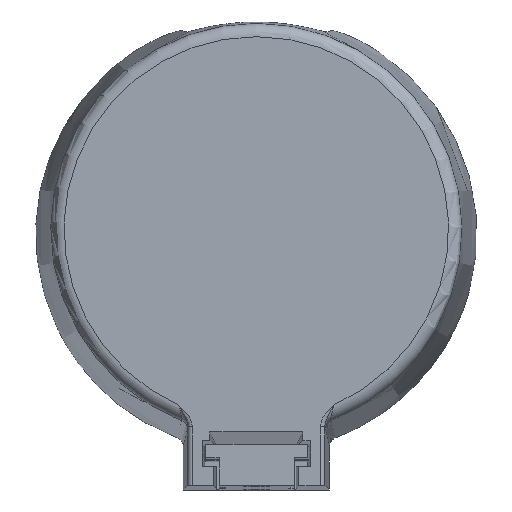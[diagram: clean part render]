
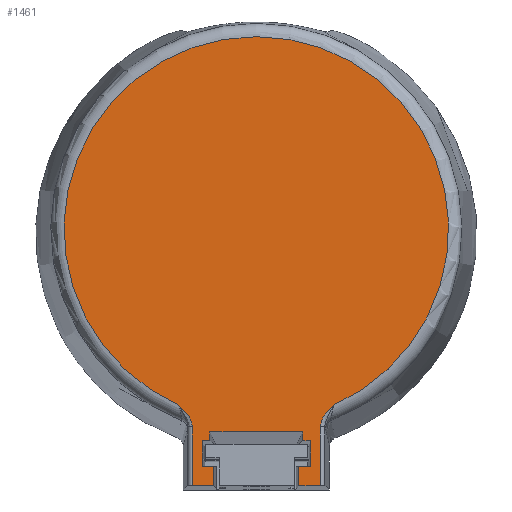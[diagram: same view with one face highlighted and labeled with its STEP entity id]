
A CAD part, front view. The second image highlights one B-rep face of the part: STEP entity #1461.
In plain terms, the highlighted planar face has unit normal (0, -1, 0).
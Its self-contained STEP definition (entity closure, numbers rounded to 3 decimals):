
#85=LINE($,#3739,#203);
#87=LINE($,#3752,#205);
#91=LINE($,#3761,#209);
#95=LINE($,#4959,#213);
#98=LINE($,#4975,#216);
#99=LINE($,#4977,#217);
#100=LINE($,#4979,#218);
#101=LINE($,#4981,#219);
#102=LINE($,#4983,#220);
#103=LINE($,#4985,#221);
#104=LINE($,#4987,#222);
#105=LINE($,#4989,#223);
#106=LINE($,#4991,#224);
#107=LINE($,#4993,#225);
#108=LINE($,#4994,#226);
#203=VECTOR($,#1695,4.909);
#205=VECTOR($,#1697,4.909);
#209=VECTOR($,#1705,13.25);
#213=VECTOR($,#1741,4.3);
#216=VECTOR($,#1746,13.25);
#217=VECTOR($,#1747,2.65);
#218=VECTOR($,#1748,5.856);
#219=VECTOR($,#1749,1.75);
#220=VECTOR($,#1750,1.965);
#221=VECTOR($,#1751,21.);
#222=VECTOR($,#1752,1.965);
#223=VECTOR($,#1753,1.75);
#224=VECTOR($,#1754,5.856);
#225=VECTOR($,#1755,2.65);
#226=VECTOR($,#1756,4.3);
#322=PLANE($,#1553);
#371=FACE_OUTER_BOUND($,#453,.T.);
#453=EDGE_LOOP($,(#1101,#1102,#1103,#1104,#1105,#1106,#1107,#1108,#1109,
#1110,#1111,#1112,#1113,#1114,#1115,#1116,#1117,#1118));
#530=CIRCLE($,#1538,43.482);
#611=B_SPLINE_CURVE_WITH_KNOTS($,3,(#4342,#4343,#4344,#4345,#4346,#4347,
#4348,#4349,#4350,#4351,#4352,#4353),.UNSPECIFIED.,.F.,.F.,(4,2,2,2,2,4),
(0.,0.001,0.003,0.004,0.005,
0.006),.UNSPECIFIED.);
#620=B_SPLINE_CURVE_WITH_KNOTS($,3,(#4965,#4966,#4967,#4968,#4969,#4970,
#4971,#4972,#4973,#4974),.UNSPECIFIED.,.F.,.F.,(4,2,2,2,4),(0.,
0.001,0.003,0.004,0.006),
 .UNSPECIFIED.);
#629=VERTEX_POINT($,#3408);
#645=VERTEX_POINT($,#3737);
#646=VERTEX_POINT($,#3738);
#648=VERTEX_POINT($,#3746);
#649=VERTEX_POINT($,#3751);
#652=VERTEX_POINT($,#3759);
#653=VERTEX_POINT($,#3763);
#664=VERTEX_POINT($,#4958);
#666=VERTEX_POINT($,#4964);
#667=VERTEX_POINT($,#4976);
#668=VERTEX_POINT($,#4978);
#669=VERTEX_POINT($,#4980);
#670=VERTEX_POINT($,#4982);
#671=VERTEX_POINT($,#4984);
#672=VERTEX_POINT($,#4986);
#673=VERTEX_POINT($,#4988);
#674=VERTEX_POINT($,#4990);
#675=VERTEX_POINT($,#4992);
#798=EDGE_CURVE($,#645,#646,#85,.T.);
#802=EDGE_CURVE($,#648,#649,#87,.T.);
#807=EDGE_CURVE($,#648,#652,#91,.T.);
#809=EDGE_CURVE($,#629,#653,#530,.T.);
#810=EDGE_CURVE($,#652,#629,#611,.T.);
#830=EDGE_CURVE($,#645,#664,#95,.T.);
#833=EDGE_CURVE($,#653,#666,#620,.T.);
#834=EDGE_CURVE($,#666,#646,#98,.T.);
#835=EDGE_CURVE($,#664,#667,#99,.T.);
#836=EDGE_CURVE($,#667,#668,#100,.T.);
#837=EDGE_CURVE($,#668,#669,#101,.T.);
#838=EDGE_CURVE($,#669,#670,#102,.T.);
#839=EDGE_CURVE($,#670,#671,#103,.T.);
#840=EDGE_CURVE($,#672,#671,#104,.T.);
#841=EDGE_CURVE($,#673,#672,#105,.T.);
#842=EDGE_CURVE($,#673,#674,#106,.T.);
#843=EDGE_CURVE($,#674,#675,#107,.T.);
#844=EDGE_CURVE($,#675,#649,#108,.T.);
#1101=ORIENTED_EDGE($,*,*,#809,.T.);
#1102=ORIENTED_EDGE($,*,*,#833,.T.);
#1103=ORIENTED_EDGE($,*,*,#834,.T.);
#1104=ORIENTED_EDGE($,*,*,#798,.F.);
#1105=ORIENTED_EDGE($,*,*,#830,.T.);
#1106=ORIENTED_EDGE($,*,*,#835,.T.);
#1107=ORIENTED_EDGE($,*,*,#836,.T.);
#1108=ORIENTED_EDGE($,*,*,#837,.T.);
#1109=ORIENTED_EDGE($,*,*,#838,.T.);
#1110=ORIENTED_EDGE($,*,*,#839,.T.);
#1111=ORIENTED_EDGE($,*,*,#840,.F.);
#1112=ORIENTED_EDGE($,*,*,#841,.F.);
#1113=ORIENTED_EDGE($,*,*,#842,.T.);
#1114=ORIENTED_EDGE($,*,*,#843,.T.);
#1115=ORIENTED_EDGE($,*,*,#844,.T.);
#1116=ORIENTED_EDGE($,*,*,#802,.F.);
#1117=ORIENTED_EDGE($,*,*,#807,.T.);
#1118=ORIENTED_EDGE($,*,*,#810,.T.);
#1461=ADVANCED_FACE($,(#371),#322,.T.);
#1538=AXIS2_PLACEMENT_3D($,#3782,#1708,#1709);
#1553=AXIS2_PLACEMENT_3D($,#4963,#1744,#1745);
#1695=DIRECTION($,(-1.,0.,0.));
#1697=DIRECTION($,(-1.,0.,0.));
#1705=DIRECTION($,(0.,0.,1.));
#1708=DIRECTION('center_axis',(0.,-1.,0.));
#1709=DIRECTION('ref_axis',(0.,0.,-1.));
#1741=DIRECTION($,(0.,0.,1.));
#1744=DIRECTION('center_axis',(0.,-1.,0.));
#1745=DIRECTION('ref_axis',(0.,0.,-1.));
#1746=DIRECTION($,(0.,0.,-1.));
#1747=DIRECTION($,(-1.,0.,0.));
#1748=DIRECTION($,(0.,0.,1.));
#1749=DIRECTION($,(1.,0.,0.));
#1750=DIRECTION($,(0.,0.,1.));
#1751=DIRECTION($,(1.,0.,0.));
#1752=DIRECTION($,(0.,0.,1.));
#1753=DIRECTION($,(-1.,0.,0.));
#1754=DIRECTION($,(0.,0.,-1.));
#1755=DIRECTION($,(-1.,0.,0.));
#1756=DIRECTION($,(0.,0.,-1.));
#3408=CARTESIAN_POINT('',(17.483,0.,-39.813));
#3737=CARTESIAN_POINT('',(-9.6,0.,-58.));
#3738=CARTESIAN_POINT('',(-14.509,0.,-58.));
#3739=CARTESIAN_POINT($,(-9.6,0.,-58.));
#3746=CARTESIAN_POINT('',(14.509,0.,-58.));
#3751=CARTESIAN_POINT('',(9.6,0.,-58.));
#3752=CARTESIAN_POINT($,(14.509,0.,-58.));
#3759=CARTESIAN_POINT('',(14.509,0.,-44.75));
#3761=CARTESIAN_POINT($,(14.509,0.,-58.));
#3763=CARTESIAN_POINT('',(-17.483,0.,-39.813));
#3782=CARTESIAN_POINT('Origin',(0.,0.,0.));
#4342=CARTESIAN_POINT('Ctrl Pts',(14.509,0.,-44.75));
#4343=CARTESIAN_POINT('Ctrl Pts',(14.509,0.,-44.25));
#4344=CARTESIAN_POINT('Ctrl Pts',(14.608,0.,-43.769));
#4345=CARTESIAN_POINT('Ctrl Pts',(14.96,0.,-42.838));
#4346=CARTESIAN_POINT('Ctrl Pts',(15.205,0.,-42.41));
#4347=CARTESIAN_POINT('Ctrl Pts',(15.776,0.,-41.606));
#4348=CARTESIAN_POINT('Ctrl Pts',(16.102,0.,-41.23));
#4349=CARTESIAN_POINT('Ctrl Pts',(16.61,0.,-40.689));
#4350=CARTESIAN_POINT('Ctrl Pts',(16.783,0.,-40.512));
#4351=CARTESIAN_POINT('Ctrl Pts',(17.131,0.,-40.161));
#4352=CARTESIAN_POINT('Ctrl Pts',(17.309,0.,-39.986));
#4353=CARTESIAN_POINT('Ctrl Pts',(17.483,0.,-39.813));
#4958=CARTESIAN_POINT('',(-9.6,0.,-53.7));
#4959=CARTESIAN_POINT($,(-9.6,0.,-58.));
#4963=CARTESIAN_POINT('Origin',(0.,0.,0.));
#4964=CARTESIAN_POINT('',(-14.509,0.,-44.75));
#4965=CARTESIAN_POINT('Ctrl Pts',(-17.483,0.,-39.813));
#4966=CARTESIAN_POINT('Ctrl Pts',(-17.132,0.,-40.162));
#4967=CARTESIAN_POINT('Ctrl Pts',(-16.779,0.,-40.509));
#4968=CARTESIAN_POINT('Ctrl Pts',(-16.102,0.,-41.23));
#4969=CARTESIAN_POINT('Ctrl Pts',(-15.776,0.,-41.606));
#4970=CARTESIAN_POINT('Ctrl Pts',(-15.205,0.,-42.41));
#4971=CARTESIAN_POINT('Ctrl Pts',(-14.96,0.,-42.838));
#4972=CARTESIAN_POINT('Ctrl Pts',(-14.608,0.,-43.769));
#4973=CARTESIAN_POINT('Ctrl Pts',(-14.509,0.,-44.25));
#4974=CARTESIAN_POINT('Ctrl Pts',(-14.509,0.,-44.75));
#4975=CARTESIAN_POINT($,(-14.509,0.,-44.75));
#4976=CARTESIAN_POINT('',(-12.25,0.,-53.7));
#4977=CARTESIAN_POINT($,(-9.6,0.,-53.7));
#4978=CARTESIAN_POINT('',(-12.25,0.,-47.844));
#4979=CARTESIAN_POINT($,(-12.25,0.,-53.7));
#4980=CARTESIAN_POINT('',(-10.5,0.,-47.844));
#4981=CARTESIAN_POINT($,(-12.25,0.,-47.844));
#4982=CARTESIAN_POINT('',(-10.5,0.,-45.879));
#4983=CARTESIAN_POINT($,(-10.5,0.,-47.844));
#4984=CARTESIAN_POINT('',(10.5,0.,-45.879));
#4985=CARTESIAN_POINT($,(-10.5,0.,-45.879));
#4986=CARTESIAN_POINT('',(10.5,0.,-47.844));
#4987=CARTESIAN_POINT($,(10.5,0.,-47.844));
#4988=CARTESIAN_POINT('',(12.25,0.,-47.844));
#4989=CARTESIAN_POINT($,(12.25,0.,-47.844));
#4990=CARTESIAN_POINT('',(12.25,0.,-53.7));
#4991=CARTESIAN_POINT($,(12.25,0.,-47.844));
#4992=CARTESIAN_POINT('',(9.6,0.,-53.7));
#4993=CARTESIAN_POINT($,(12.25,0.,-53.7));
#4994=CARTESIAN_POINT($,(9.6,0.,-53.7));
